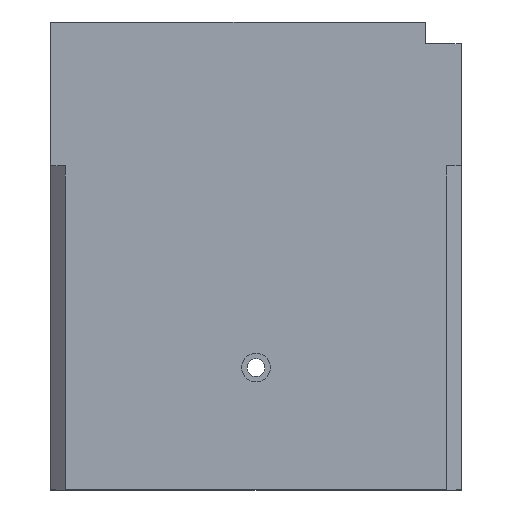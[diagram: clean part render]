
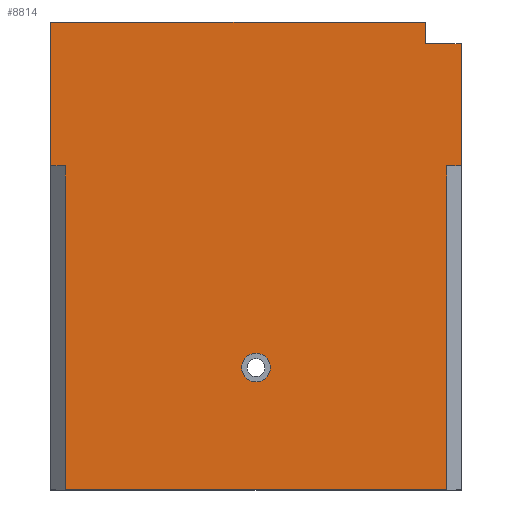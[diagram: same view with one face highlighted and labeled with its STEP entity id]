
A CAD part, top view. The second image highlights one B-rep face of the part: STEP entity #8814.
In plain terms, the highlighted face is planar.
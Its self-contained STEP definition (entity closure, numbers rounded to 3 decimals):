
#956=FACE_BOUND('',#1544,.T.);
#979=CIRCLE('',#9349,2.);
#1023=FACE_OUTER_BOUND('',#1543,.T.);
#1543=EDGE_LOOP('',(#6333,#6334,#6335,#6336,#6337,#6338,#6339,#6340,#6341,
#6342));
#1544=EDGE_LOOP('',(#6343));
#2204=LINE('',#12466,#2964);
#2205=LINE('',#12468,#2965);
#2206=LINE('',#12470,#2966);
#2207=LINE('',#12472,#2967);
#2208=LINE('',#12474,#2968);
#2209=LINE('',#12476,#2969);
#2210=LINE('',#12478,#2970);
#2211=LINE('',#12480,#2971);
#2212=LINE('',#12482,#2972);
#2213=LINE('',#12483,#2973);
#2964=VECTOR('',#9790,10.);
#2965=VECTOR('',#9791,10.);
#2966=VECTOR('',#9792,10.);
#2967=VECTOR('',#9793,10.);
#2968=VECTOR('',#9794,10.);
#2969=VECTOR('',#9795,10.);
#2970=VECTOR('',#9796,10.);
#2971=VECTOR('',#9797,10.);
#2972=VECTOR('',#9798,10.);
#2973=VECTOR('',#9799,10.);
#3933=VERTEX_POINT('',#12464);
#3934=VERTEX_POINT('',#12465);
#3935=VERTEX_POINT('',#12467);
#3936=VERTEX_POINT('',#12469);
#3937=VERTEX_POINT('',#12471);
#3938=VERTEX_POINT('',#12473);
#3939=VERTEX_POINT('',#12475);
#3940=VERTEX_POINT('',#12477);
#3941=VERTEX_POINT('',#12479);
#3942=VERTEX_POINT('',#12481);
#3943=VERTEX_POINT('',#12484);
#4879=EDGE_CURVE('',#3933,#3934,#2204,.T.);
#4880=EDGE_CURVE('',#3934,#3935,#2205,.T.);
#4881=EDGE_CURVE('',#3935,#3936,#2206,.T.);
#4882=EDGE_CURVE('',#3937,#3936,#2207,.T.);
#4883=EDGE_CURVE('',#3938,#3937,#2208,.T.);
#4884=EDGE_CURVE('',#3939,#3938,#2209,.T.);
#4885=EDGE_CURVE('',#3940,#3939,#2210,.T.);
#4886=EDGE_CURVE('',#3940,#3941,#2211,.T.);
#4887=EDGE_CURVE('',#3941,#3942,#2212,.T.);
#4888=EDGE_CURVE('',#3933,#3942,#2213,.T.);
#4889=EDGE_CURVE('',#3943,#3943,#979,.T.);
#6333=ORIENTED_EDGE('',*,*,#4879,.T.);
#6334=ORIENTED_EDGE('',*,*,#4880,.T.);
#6335=ORIENTED_EDGE('',*,*,#4881,.T.);
#6336=ORIENTED_EDGE('',*,*,#4882,.F.);
#6337=ORIENTED_EDGE('',*,*,#4883,.F.);
#6338=ORIENTED_EDGE('',*,*,#4884,.F.);
#6339=ORIENTED_EDGE('',*,*,#4885,.F.);
#6340=ORIENTED_EDGE('',*,*,#4886,.T.);
#6341=ORIENTED_EDGE('',*,*,#4887,.T.);
#6342=ORIENTED_EDGE('',*,*,#4888,.F.);
#6343=ORIENTED_EDGE('',*,*,#4889,.T.);
#8622=PLANE('',#9348);
#8814=ADVANCED_FACE('',(#1023,#956),#8622,.T.);
#9348=AXIS2_PLACEMENT_3D('',#12463,#9788,#9789);
#9349=AXIS2_PLACEMENT_3D('',#12485,#9800,#9801);
#9788=DIRECTION('center_axis',(0.,0.,-1.));
#9789=DIRECTION('ref_axis',(-1.,0.,0.));
#9790=DIRECTION('',(1.,0.,0.));
#9791=DIRECTION('',(0.,-1.,0.));
#9792=DIRECTION('',(-1.,0.,0.));
#9793=DIRECTION('',(0.,1.,0.));
#9794=DIRECTION('',(1.,0.,0.));
#9795=DIRECTION('',(0.,-1.,0.));
#9796=DIRECTION('',(1.,0.,0.));
#9797=DIRECTION('',(0.,1.,0.));
#9798=DIRECTION('',(1.,0.,0.));
#9799=DIRECTION('',(0.,-1.,0.));
#9800=DIRECTION('center_axis',(0.,0.,1.));
#9801=DIRECTION('ref_axis',(1.,0.,0.));
#12463=CARTESIAN_POINT('Origin',(28.5,32.5,0.));
#12464=CARTESIAN_POINT('',(5.,65.,0.));
#12465=CARTESIAN_POINT('',(57.,65.,0.));
#12466=CARTESIAN_POINT('',(5.,65.,0.));
#12467=CARTESIAN_POINT('',(57.,45.,0.));
#12468=CARTESIAN_POINT('',(57.,45.,0.));
#12469=CARTESIAN_POINT('',(55.,45.,0.));
#12470=CARTESIAN_POINT('',(55.5,45.,0.));
#12471=CARTESIAN_POINT('',(55.,0.,0.));
#12472=CARTESIAN_POINT('',(55.,15.5,0.));
#12473=CARTESIAN_POINT('',(2.,0.,0.));
#12474=CARTESIAN_POINT('',(0.,0.,0.));
#12475=CARTESIAN_POINT('',(2.,45.,0.));
#12476=CARTESIAN_POINT('',(2.,46.5,0.));
#12477=CARTESIAN_POINT('',(0.,45.,0.));
#12478=CARTESIAN_POINT('',(1.5,45.,0.));
#12479=CARTESIAN_POINT('',(0.,62.,0.));
#12480=CARTESIAN_POINT('',(0.,62.,0.));
#12481=CARTESIAN_POINT('',(5.,62.,0.));
#12482=CARTESIAN_POINT('',(1.5,62.,0.));
#12483=CARTESIAN_POINT('',(5.,65.,0.));
#12484=CARTESIAN_POINT('',(26.5,17.,0.));
#12485=CARTESIAN_POINT('Origin',(28.5,17.,0.));
